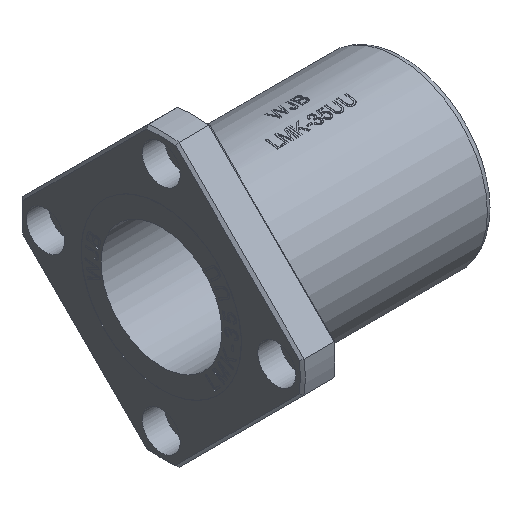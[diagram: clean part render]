
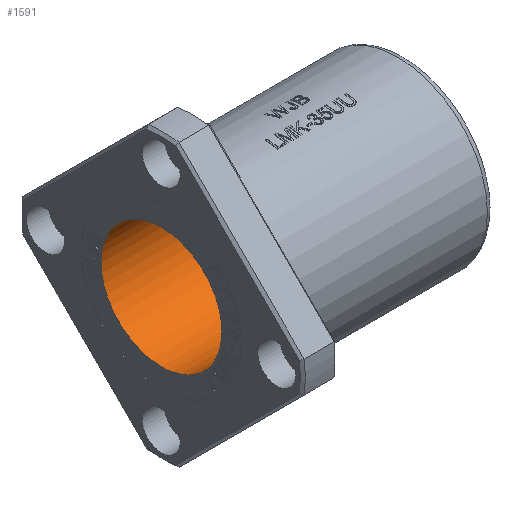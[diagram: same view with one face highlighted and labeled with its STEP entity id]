
A CAD part, isometric view. The second image highlights one B-rep face of the part: STEP entity #1591.
In plain terms, the highlighted cylindrical face has radius 17.5 mm (diameter 35 mm), a full revolution.
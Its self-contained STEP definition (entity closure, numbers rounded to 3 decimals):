
#495=FACE_BOUND('',#2333,.T.);
#496=FACE_BOUND('',#2334,.T.);
#1554=CYLINDRICAL_SURFACE('',#6763,17.5);
#1591=ADVANCED_FACE('',(#495,#496),#1554,.F.);
#2333=EDGE_LOOP('',(#3517,#3518));
#2334=EDGE_LOOP('',(#3519,#3520));
#2749=B_SPLINE_CURVE_WITH_KNOTS('',3,(#8590,#8591,#8592,#8593,#8594,#8595,
#8596,#8597,#8598,#8599),.UNSPECIFIED.,.F.,.F.,(4,2,2,2,4),(0.,0.25,0.5,
0.75,1.),.UNSPECIFIED.);
#2750=B_SPLINE_CURVE_WITH_KNOTS('',3,(#8602,#8603,#8604,#8605,#8606,#8607,
#8608,#8609,#8610,#8611),.UNSPECIFIED.,.F.,.F.,(4,2,2,2,4),(0.,0.25,0.5,
0.75,1.),.UNSPECIFIED.);
#2781=B_SPLINE_CURVE_WITH_KNOTS('',3,(#9041,#9042,#9043,#9044,#9045,#9046,
#9047,#9048,#9049,#9050),.UNSPECIFIED.,.F.,.F.,(4,2,2,2,4),(0.,0.25,0.5,
0.75,1.),.UNSPECIFIED.);
#2782=B_SPLINE_CURVE_WITH_KNOTS('',3,(#9053,#9054,#9055,#9056,#9057,#9058,
#9059,#9060,#9061,#9062),.UNSPECIFIED.,.F.,.F.,(4,2,2,2,4),(0.,0.25,0.5,
0.75,1.),.UNSPECIFIED.);
#3517=ORIENTED_EDGE('',*,*,#5786,.F.);
#3518=ORIENTED_EDGE('',*,*,#5787,.F.);
#3519=ORIENTED_EDGE('',*,*,#5872,.F.);
#3520=ORIENTED_EDGE('',*,*,#5871,.F.);
#5142=VERTEX_POINT('',#8600);
#5143=VERTEX_POINT('',#8601);
#5227=VERTEX_POINT('',#9051);
#5228=VERTEX_POINT('',#9052);
#5786=EDGE_CURVE('',#5142,#5143,#2749,.T.);
#5787=EDGE_CURVE('',#5143,#5142,#2750,.T.);
#5871=EDGE_CURVE('',#5227,#5228,#2781,.T.);
#5872=EDGE_CURVE('',#5228,#5227,#2782,.T.);
#6763=AXIS2_PLACEMENT_3D('',#10133,#7317,#7318);
#7317=DIRECTION('',(-1.,0.,0.));
#7318=DIRECTION('',(0.,0.,1.));
#8590=CARTESIAN_POINT('',(69.9,0.,17.5));
#8591=CARTESIAN_POINT('',(69.9,4.642,17.5));
#8592=CARTESIAN_POINT('',(69.9,9.093,15.655));
#8593=CARTESIAN_POINT('',(69.9,15.656,9.093));
#8594=CARTESIAN_POINT('',(69.9,17.5,4.64));
#8595=CARTESIAN_POINT('',(69.9,17.5,-4.64));
#8596=CARTESIAN_POINT('',(69.9,15.655,-9.093));
#8597=CARTESIAN_POINT('',(69.9,9.093,-15.656));
#8598=CARTESIAN_POINT('',(69.9,4.643,-17.5));
#8599=CARTESIAN_POINT('',(69.9,0.,-17.5));
#8600=CARTESIAN_POINT('',(69.9,0.,17.5));
#8601=CARTESIAN_POINT('',(69.9,0.,-17.5));
#8602=CARTESIAN_POINT('',(69.9,0.,-17.5));
#8603=CARTESIAN_POINT('',(69.9,-4.642,-17.5));
#8604=CARTESIAN_POINT('',(69.9,-9.093,-15.655));
#8605=CARTESIAN_POINT('',(69.9,-15.656,-9.093));
#8606=CARTESIAN_POINT('',(69.9,-17.5,-4.64));
#8607=CARTESIAN_POINT('',(69.9,-17.5,4.64));
#8608=CARTESIAN_POINT('',(69.9,-15.655,9.093));
#8609=CARTESIAN_POINT('',(69.9,-9.093,15.656));
#8610=CARTESIAN_POINT('',(69.9,-4.643,17.5));
#8611=CARTESIAN_POINT('',(69.9,0.,17.5));
#9041=CARTESIAN_POINT('',(0.1,0.,-17.5));
#9042=CARTESIAN_POINT('',(0.1,4.642,-17.5));
#9043=CARTESIAN_POINT('',(0.1,9.093,-15.655));
#9044=CARTESIAN_POINT('',(0.1,15.656,-9.093));
#9045=CARTESIAN_POINT('',(0.1,17.5,-4.64));
#9046=CARTESIAN_POINT('',(0.1,17.5,4.64));
#9047=CARTESIAN_POINT('',(0.1,15.655,9.093));
#9048=CARTESIAN_POINT('',(0.1,9.093,15.656));
#9049=CARTESIAN_POINT('',(0.1,4.643,17.5));
#9050=CARTESIAN_POINT('',(0.1,0.,17.5));
#9051=CARTESIAN_POINT('',(0.1,0.,-17.5));
#9052=CARTESIAN_POINT('',(0.1,0.,17.5));
#9053=CARTESIAN_POINT('',(0.1,0.,17.5));
#9054=CARTESIAN_POINT('',(0.1,-4.642,17.5));
#9055=CARTESIAN_POINT('',(0.1,-9.093,15.655));
#9056=CARTESIAN_POINT('',(0.1,-15.656,9.093));
#9057=CARTESIAN_POINT('',(0.1,-17.5,4.64));
#9058=CARTESIAN_POINT('',(0.1,-17.5,-4.64));
#9059=CARTESIAN_POINT('',(0.1,-15.655,-9.093));
#9060=CARTESIAN_POINT('',(0.1,-9.093,-15.656));
#9061=CARTESIAN_POINT('',(0.1,-4.643,-17.5));
#9062=CARTESIAN_POINT('',(0.1,0.,-17.5));
#10133=CARTESIAN_POINT('',(69.9,0.,0.));
